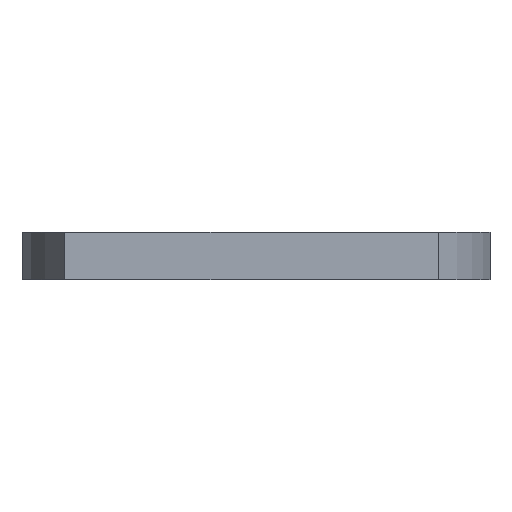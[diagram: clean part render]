
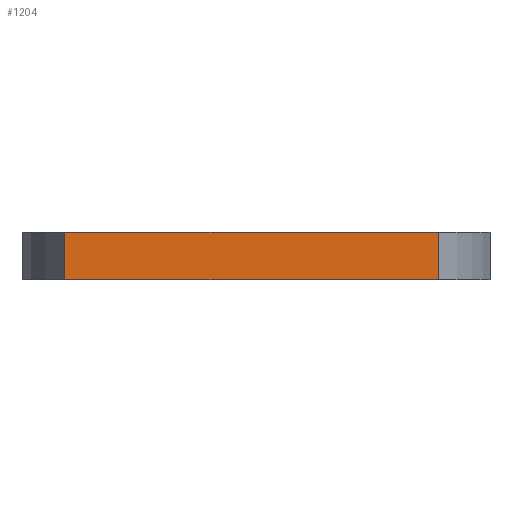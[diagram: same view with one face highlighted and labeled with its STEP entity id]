
A CAD part, front view. The second image highlights one B-rep face of the part: STEP entity #1204.
In plain terms, the highlighted planar face has unit normal (0, -1, 0).
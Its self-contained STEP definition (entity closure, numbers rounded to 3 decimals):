
#83 = PLANE('',#84);
#84 = AXIS2_PLACEMENT_3D('',#85,#86,#87);
#85 = CARTESIAN_POINT('',(148.038,-82.728,1.6));
#86 = DIRECTION('',(-0.,-0.,-1.));
#87 = DIRECTION('',(-1.,0.,0.));
#137 = PLANE('',#138);
#138 = AXIS2_PLACEMENT_3D('',#139,#140,#141);
#139 = CARTESIAN_POINT('',(148.038,-82.728,0.));
#140 = DIRECTION('',(-0.,-0.,-1.));
#141 = DIRECTION('',(-1.,0.,0.));
#197 = PLANE('',#198);
#198 = AXIS2_PLACEMENT_3D('',#199,#200,#201);
#199 = CARTESIAN_POINT('',(141.6,-93.46,0.));
#200 = DIRECTION('',(-1.,0.,0.));
#201 = DIRECTION('',(0.,1.,0.));
#444 = VERTEX_POINT('',#445);
#445 = CARTESIAN_POINT('',(154.3,-93.46,0.));
#459 = PLANE('',#460);
#460 = AXIS2_PLACEMENT_3D('',#461,#462,#463);
#461 = CARTESIAN_POINT('',(154.3,-83.6,0.));
#462 = DIRECTION('',(1.,0.,-0.));
#463 = DIRECTION('',(0.,-1.,0.));
#471 = EDGE_CURVE('',#444,#472,#474,.T.);
#472 = VERTEX_POINT('',#473);
#473 = CARTESIAN_POINT('',(141.6,-93.46,0.));
#474 = SURFACE_CURVE('',#475,(#479,#486),.PCURVE_S1.);
#475 = LINE('',#476,#477);
#476 = CARTESIAN_POINT('',(154.3,-93.46,0.));
#477 = VECTOR('',#478,1.);
#478 = DIRECTION('',(-1.,0.,0.));
#479 = PCURVE('',#137,#480);
#480 = DEFINITIONAL_REPRESENTATION('',(#481),#485);
#481 = LINE('',#482,#483);
#482 = CARTESIAN_POINT('',(-6.262,-10.732));
#483 = VECTOR('',#484,1.);
#484 = DIRECTION('',(1.,0.));
#485 = ( GEOMETRIC_REPRESENTATION_CONTEXT(2) 
PARAMETRIC_REPRESENTATION_CONTEXT() REPRESENTATION_CONTEXT('2D SPACE',''
  ) );
#486 = PCURVE('',#487,#492);
#487 = PLANE('',#488);
#488 = AXIS2_PLACEMENT_3D('',#489,#490,#491);
#489 = CARTESIAN_POINT('',(154.3,-93.46,0.));
#490 = DIRECTION('',(0.,-1.,0.));
#491 = DIRECTION('',(-1.,0.,0.));
#492 = DEFINITIONAL_REPRESENTATION('',(#493),#497);
#493 = LINE('',#494,#495);
#494 = CARTESIAN_POINT('',(0.,-0.));
#495 = VECTOR('',#496,1.);
#496 = DIRECTION('',(1.,0.));
#497 = ( GEOMETRIC_REPRESENTATION_CONTEXT(2) 
PARAMETRIC_REPRESENTATION_CONTEXT() REPRESENTATION_CONTEXT('2D SPACE',''
  ) );
#874 = VERTEX_POINT('',#875);
#875 = CARTESIAN_POINT('',(154.3,-93.46,1.6));
#896 = EDGE_CURVE('',#874,#897,#899,.T.);
#897 = VERTEX_POINT('',#898);
#898 = CARTESIAN_POINT('',(141.6,-93.46,1.6));
#899 = SURFACE_CURVE('',#900,(#904,#911),.PCURVE_S1.);
#900 = LINE('',#901,#902);
#901 = CARTESIAN_POINT('',(154.3,-93.46,1.6));
#902 = VECTOR('',#903,1.);
#903 = DIRECTION('',(-1.,0.,0.));
#904 = PCURVE('',#83,#905);
#905 = DEFINITIONAL_REPRESENTATION('',(#906),#910);
#906 = LINE('',#907,#908);
#907 = CARTESIAN_POINT('',(-6.262,-10.732));
#908 = VECTOR('',#909,1.);
#909 = DIRECTION('',(1.,0.));
#910 = ( GEOMETRIC_REPRESENTATION_CONTEXT(2) 
PARAMETRIC_REPRESENTATION_CONTEXT() REPRESENTATION_CONTEXT('2D SPACE',''
  ) );
#911 = PCURVE('',#487,#912);
#912 = DEFINITIONAL_REPRESENTATION('',(#913),#917);
#913 = LINE('',#914,#915);
#914 = CARTESIAN_POINT('',(0.,-1.6));
#915 = VECTOR('',#916,1.);
#916 = DIRECTION('',(1.,0.));
#917 = ( GEOMETRIC_REPRESENTATION_CONTEXT(2) 
PARAMETRIC_REPRESENTATION_CONTEXT() REPRESENTATION_CONTEXT('2D SPACE',''
  ) );
#1154 = EDGE_CURVE('',#472,#897,#1155,.T.);
#1155 = SURFACE_CURVE('',#1156,(#1160,#1167),.PCURVE_S1.);
#1156 = LINE('',#1157,#1158);
#1157 = CARTESIAN_POINT('',(141.6,-93.46,0.));
#1158 = VECTOR('',#1159,1.);
#1159 = DIRECTION('',(0.,0.,1.));
#1160 = PCURVE('',#197,#1161);
#1161 = DEFINITIONAL_REPRESENTATION('',(#1162),#1166);
#1162 = LINE('',#1163,#1164);
#1163 = CARTESIAN_POINT('',(0.,0.));
#1164 = VECTOR('',#1165,1.);
#1165 = DIRECTION('',(0.,-1.));
#1166 = ( GEOMETRIC_REPRESENTATION_CONTEXT(2) 
PARAMETRIC_REPRESENTATION_CONTEXT() REPRESENTATION_CONTEXT('2D SPACE',''
  ) );
#1167 = PCURVE('',#487,#1168);
#1168 = DEFINITIONAL_REPRESENTATION('',(#1169),#1173);
#1169 = LINE('',#1170,#1171);
#1170 = CARTESIAN_POINT('',(12.7,0.));
#1171 = VECTOR('',#1172,1.);
#1172 = DIRECTION('',(0.,-1.));
#1173 = ( GEOMETRIC_REPRESENTATION_CONTEXT(2) 
PARAMETRIC_REPRESENTATION_CONTEXT() REPRESENTATION_CONTEXT('2D SPACE',''
  ) );
#1204 = ADVANCED_FACE('',(#1205),#487,.T.);
#1205 = FACE_BOUND('',#1206,.T.);
#1206 = EDGE_LOOP('',(#1207,#1228,#1229,#1230));
#1207 = ORIENTED_EDGE('',*,*,#1208,.T.);
#1208 = EDGE_CURVE('',#444,#874,#1209,.T.);
#1209 = SURFACE_CURVE('',#1210,(#1214,#1221),.PCURVE_S1.);
#1210 = LINE('',#1211,#1212);
#1211 = CARTESIAN_POINT('',(154.3,-93.46,0.));
#1212 = VECTOR('',#1213,1.);
#1213 = DIRECTION('',(0.,0.,1.));
#1214 = PCURVE('',#487,#1215);
#1215 = DEFINITIONAL_REPRESENTATION('',(#1216),#1220);
#1216 = LINE('',#1217,#1218);
#1217 = CARTESIAN_POINT('',(0.,-0.));
#1218 = VECTOR('',#1219,1.);
#1219 = DIRECTION('',(0.,-1.));
#1220 = ( GEOMETRIC_REPRESENTATION_CONTEXT(2) 
PARAMETRIC_REPRESENTATION_CONTEXT() REPRESENTATION_CONTEXT('2D SPACE',''
  ) );
#1221 = PCURVE('',#459,#1222);
#1222 = DEFINITIONAL_REPRESENTATION('',(#1223),#1227);
#1223 = LINE('',#1224,#1225);
#1224 = CARTESIAN_POINT('',(9.86,0.));
#1225 = VECTOR('',#1226,1.);
#1226 = DIRECTION('',(0.,-1.));
#1227 = ( GEOMETRIC_REPRESENTATION_CONTEXT(2) 
PARAMETRIC_REPRESENTATION_CONTEXT() REPRESENTATION_CONTEXT('2D SPACE',''
  ) );
#1228 = ORIENTED_EDGE('',*,*,#896,.T.);
#1229 = ORIENTED_EDGE('',*,*,#1154,.F.);
#1230 = ORIENTED_EDGE('',*,*,#471,.F.);
